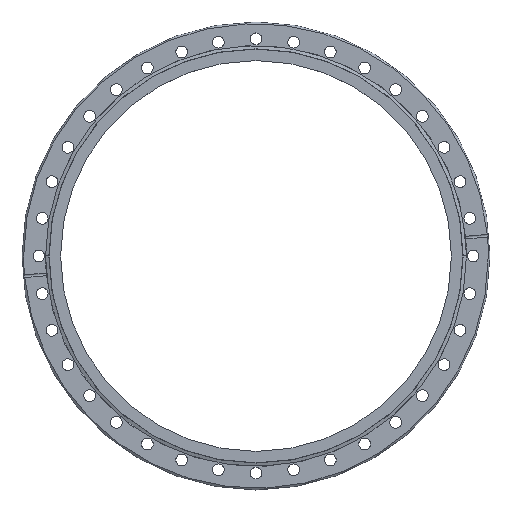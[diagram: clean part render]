
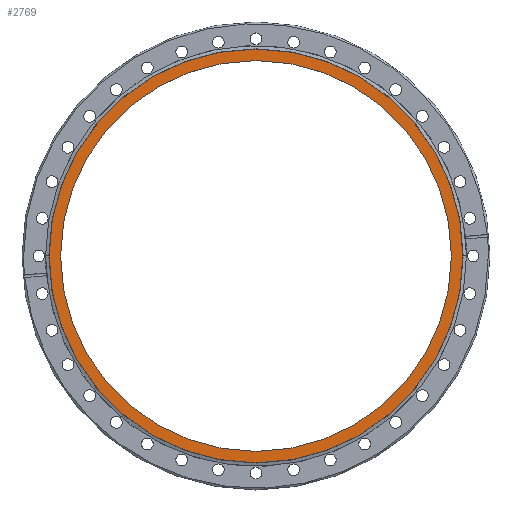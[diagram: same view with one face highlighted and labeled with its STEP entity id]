
A CAD part, top view. The second image highlights one B-rep face of the part: STEP entity #2769.
In plain terms, the highlighted planar face has unit normal (0, 0, 1).
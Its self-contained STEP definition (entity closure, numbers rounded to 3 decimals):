
#24 = DIRECTION ( 'NONE',  ( -1., 0., 0. ) ) ;
#45 = DIRECTION ( 'NONE',  ( 0., 0., -1. ) ) ;
#73 = CARTESIAN_POINT ( 'NONE',  ( 0., 0., -1.2 ) ) ;
#517 = CIRCLE ( 'NONE', #601, 175. ) ;
#535 = DIRECTION ( 'NONE',  ( -1., 0., 0. ) ) ;
#601 = AXIS2_PLACEMENT_3D ( 'NONE', #1822, #668, #535 ) ;
#602 = CARTESIAN_POINT ( 'NONE',  ( 185.298, 0., -1.2 ) ) ;
#641 = AXIS2_PLACEMENT_3D ( 'NONE', #73, #45, #24 ) ;
#668 = DIRECTION ( 'NONE',  ( 0., 0., -1. ) ) ;
#679 = FACE_OUTER_BOUND ( 'NONE', #4942, .T. ) ;
#923 = VERTEX_POINT ( 'NONE', #2964 ) ;
#958 = EDGE_CURVE ( 'NONE', #4077, #923, #517, .T. ) ;
#962 = DIRECTION ( 'NONE',  ( 0., 0., -1. ) ) ;
#1358 = EDGE_CURVE ( 'NONE', #2326, #4145, #3012, .T. ) ;
#1508 = AXIS2_PLACEMENT_3D ( 'NONE', #3615, #962, #4060 ) ;
#1822 = CARTESIAN_POINT ( 'NONE',  ( 0., 0., -1.2 ) ) ;
#1983 = ORIENTED_EDGE ( 'NONE', *, *, #958, .T. ) ;
#1996 = ORIENTED_EDGE ( 'NONE', *, *, #4628, .T. ) ;
#2211 = DIRECTION ( 'NONE',  ( -1., 0., 0. ) ) ;
#2239 = ORIENTED_EDGE ( 'NONE', *, *, #4037, .F. ) ;
#2255 = DIRECTION ( 'NONE',  ( 0., 0., -1. ) ) ;
#2280 = FACE_BOUND ( 'NONE', #3970, .T. ) ;
#2309 = CARTESIAN_POINT ( 'NONE',  ( 185.298, 0., -1.2 ) ) ;
#2326 = VERTEX_POINT ( 'NONE', #602 ) ;
#2339 = AXIS2_PLACEMENT_3D ( 'NONE', #2309, #2255, #2211 ) ;
#2442 = ORIENTED_EDGE ( 'NONE', *, *, #1358, .F. ) ;
#2471 = PLANE ( 'NONE',  #2339 ) ;
#2769 = ADVANCED_FACE ( 'NONE', ( #679, #2280 ), #2471, .F. ) ;
#2964 = CARTESIAN_POINT ( 'NONE',  ( -175., 0., -1.2 ) ) ;
#3012 = CIRCLE ( 'NONE', #4953, 185.298 ) ;
#3387 = CIRCLE ( 'NONE', #1508, 175. ) ;
#3615 = CARTESIAN_POINT ( 'NONE',  ( 0., 0., -1.2 ) ) ;
#3634 = DIRECTION ( 'NONE',  ( -1., 0., 0. ) ) ;
#3770 = CIRCLE ( 'NONE', #641, 185.298 ) ;
#3970 = EDGE_LOOP ( 'NONE', ( #1996, #1983 ) ) ;
#4037 = EDGE_CURVE ( 'NONE', #4145, #2326, #3770, .T. ) ;
#4060 = DIRECTION ( 'NONE',  ( -1., 0., 0. ) ) ;
#4077 = VERTEX_POINT ( 'NONE', #5184 ) ;
#4145 = VERTEX_POINT ( 'NONE', #4464 ) ;
#4464 = CARTESIAN_POINT ( 'NONE',  ( -185.298, 0., -1.2 ) ) ;
#4628 = EDGE_CURVE ( 'NONE', #923, #4077, #3387, .T. ) ;
#4942 = EDGE_LOOP ( 'NONE', ( #2442, #2239 ) ) ;
#4947 = DIRECTION ( 'NONE',  ( 0., 0., -1. ) ) ;
#4953 = AXIS2_PLACEMENT_3D ( 'NONE', #5334, #4947, #3634 ) ;
#5184 = CARTESIAN_POINT ( 'NONE',  ( 175., 0., -1.2 ) ) ;
#5334 = CARTESIAN_POINT ( 'NONE',  ( 0., 0., -1.2 ) ) ;
